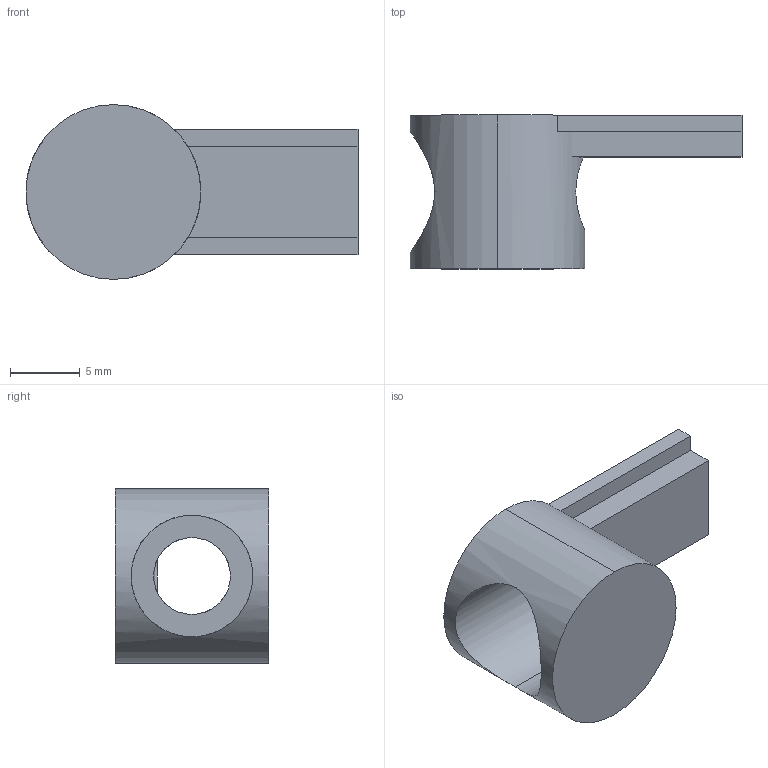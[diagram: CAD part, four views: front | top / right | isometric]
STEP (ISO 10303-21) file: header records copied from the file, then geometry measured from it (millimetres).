
FILE_DESCRIPTION (( 'STEP AP214' ), '1' );
FILE_NAME ('_ Òîðöåâîé ñîåäèíèòåëü 30, ïàç 8.STEP', '2014-11-07T12:14:31', ( 'XTreme.ws' ), ( 'XTreme.ws' ), 'SwSTEP 2.0', 'SolidWorks 2014', '' );
FILE_SCHEMA (( 'AUTOMOTIVE_DESIGN' ));
Length unit declared in the file: millimetre
Products named in the file (1): _ Òîðöåâîé ñîåäèíèòåëü 30, ïàç 8
Bounding box: 23.75 x 11 x 12.5 mm (x, y, z)
Volume: 1054.6 mm3; surface area: 1181.1 mm2
Topology: 1 solids, 1 shells, 18 faces, 46 edges, 30 vertices
Faces by surface type: plane 11, cylinder 7
Entity records: 712 total; most frequent: CARTESIAN_POINT 233, ORIENTED_EDGE 92, DIRECTION 92, EDGE_CURVE 46, AXIS2_PLACEMENT_3D 33, VERTEX_POINT 30, VECTOR 26, LINE 26
